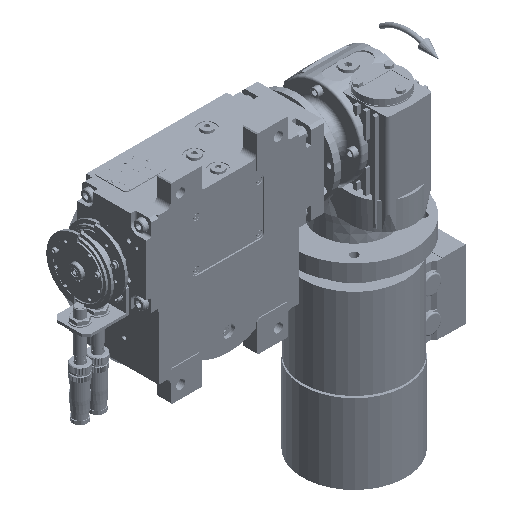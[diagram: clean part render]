
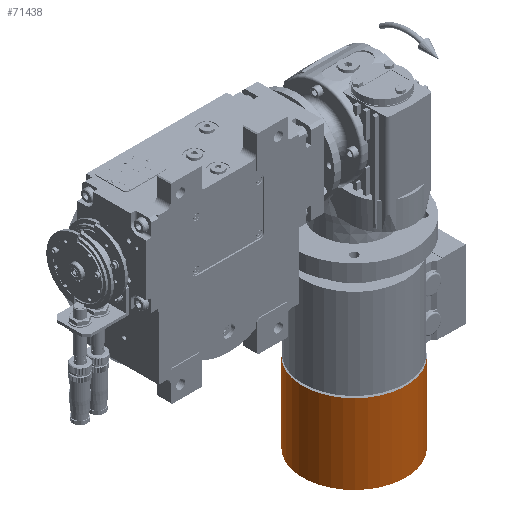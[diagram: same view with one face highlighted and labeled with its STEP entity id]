
A CAD part, isometric view. The second image highlights one B-rep face of the part: STEP entity #71438.
In plain terms, the highlighted cylindrical face has radius 60.5 mm (diameter 121 mm), a partial arc.
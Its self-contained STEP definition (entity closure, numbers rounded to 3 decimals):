
#4751 = DIRECTION ( 'NONE',  ( -1., 0., 0. ) ) ;
#7266 = CARTESIAN_POINT ( 'NONE',  ( -158.212, -49.806, 42.027 ) ) ;
#10117 = VERTEX_POINT ( 'NONE', #61997 ) ;
#11315 = LINE ( 'NONE', #88874, #115100 ) ;
#15448 = VERTEX_POINT ( 'NONE', #97360 ) ;
#17079 = EDGE_CURVE ( 'NONE', #98715, #15448, #64406, .T. ) ;
#18932 = CIRCLE ( 'NONE', #102229, 60.5 ) ;
#28595 = DIRECTION ( 'NONE',  ( 0., 0.719, -0.695 ) ) ;
#34068 = EDGE_LOOP ( 'NONE', ( #59429, #85866, #62754, #45128 ) ) ;
#41978 = EDGE_CURVE ( 'NONE', #10117, #98715, #137165, .T. ) ;
#45128 = ORIENTED_EDGE ( 'NONE', *, *, #134069, .F. ) ;
#58020 = CARTESIAN_POINT ( 'NONE',  ( -158.212, -6.286, 0. ) ) ;
#58131 = CARTESIAN_POINT ( 'NONE',  ( -64.811, 37.234, -42.027 ) ) ;
#59429 = ORIENTED_EDGE ( 'NONE', *, *, #103226, .F. ) ;
#61997 = CARTESIAN_POINT ( 'NONE',  ( -158.212, 37.234, -42.027 ) ) ;
#62754 = ORIENTED_EDGE ( 'NONE', *, *, #41978, .F. ) ;
#64406 = LINE ( 'NONE', #120319, #65119 ) ;
#65119 = VECTOR ( 'NONE', #109827, 1000. ) ;
#71438 = ADVANCED_FACE ( 'NONE', ( #109089 ), #118078, .T. ) ;
#83401 = CARTESIAN_POINT ( 'NONE',  ( -64.811, -6.286, 0. ) ) ;
#85281 = CARTESIAN_POINT ( 'NONE',  ( -26.951, -6.286, 0. ) ) ;
#85310 = VERTEX_POINT ( 'NONE', #58131 ) ;
#85866 = ORIENTED_EDGE ( 'NONE', *, *, #17079, .F. ) ;
#88874 = CARTESIAN_POINT ( 'NONE',  ( -64.811, 37.234, -42.027 ) ) ;
#93741 = DIRECTION ( 'NONE',  ( -1., 0., 0. ) ) ;
#97360 = CARTESIAN_POINT ( 'NONE',  ( -64.811, -49.806, 42.027 ) ) ;
#98715 = VERTEX_POINT ( 'NONE', #7266 ) ;
#100768 = DIRECTION ( 'NONE',  ( -1., 0., 0. ) ) ;
#102229 = AXIS2_PLACEMENT_3D ( 'NONE', #83401, #126058, #128832 ) ;
#103226 = EDGE_CURVE ( 'NONE', #15448, #85310, #18932, .T. ) ;
#105487 = AXIS2_PLACEMENT_3D ( 'NONE', #85281, #4751, #28595 ) ;
#109089 = FACE_OUTER_BOUND ( 'NONE', #34068, .T. ) ;
#109827 = DIRECTION ( 'NONE',  ( 1., 0., 0. ) ) ;
#115100 = VECTOR ( 'NONE', #100768, 1000. ) ;
#118078 = CYLINDRICAL_SURFACE ( 'NONE', #105487, 60.5 ) ;
#120319 = CARTESIAN_POINT ( 'NONE',  ( -158.212, -49.806, 42.027 ) ) ;
#126058 = DIRECTION ( 'NONE',  ( 1., 0., 0. ) ) ;
#126528 = DIRECTION ( 'NONE',  ( 0., 0.719, -0.695 ) ) ;
#128832 = DIRECTION ( 'NONE',  ( 0., -0.719, 0.695 ) ) ;
#134069 = EDGE_CURVE ( 'NONE', #85310, #10117, #11315, .T. ) ;
#137165 = CIRCLE ( 'NONE', #144317, 60.5 ) ;
#144317 = AXIS2_PLACEMENT_3D ( 'NONE', #58020, #93741, #126528 ) ;
